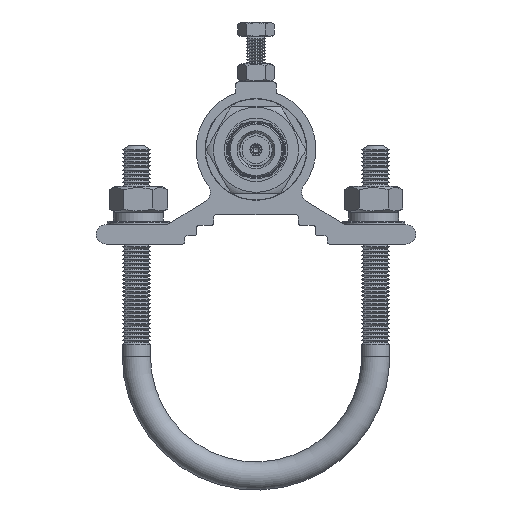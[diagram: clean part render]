
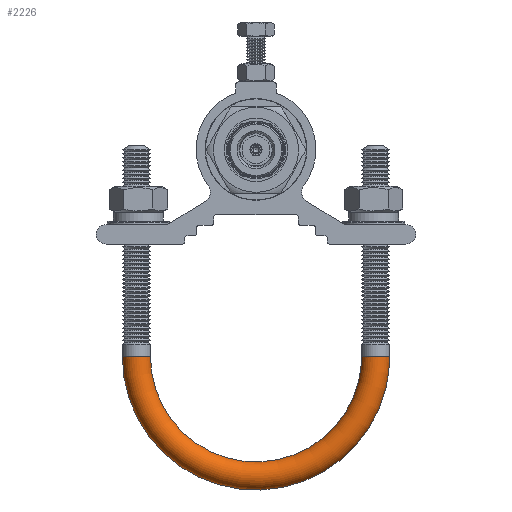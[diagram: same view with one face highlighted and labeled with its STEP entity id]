
A CAD part, front view. The second image highlights one B-rep face of the part: STEP entity #2226.
In plain terms, the highlighted toroidal (fillet/blend) face has major radius 30 mm and minor radius 3.531 mm.
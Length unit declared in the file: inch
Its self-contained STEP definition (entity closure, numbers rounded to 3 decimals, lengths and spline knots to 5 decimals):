
#628 = AXIS2_PLACEMENT_3D ( 'NONE', #3805, #16734, #5687 ) ;
#1372 = CARTESIAN_POINT ( 'NONE',  ( -1.1811, 0., 0. ) ) ;
#2226 = ADVANCED_FACE ( 'NONE', ( #8284, #3869 ), #20650, .T. ) ;
#3237 = DIRECTION ( 'NONE',  ( 1., 0., 0. ) ) ;
#3789 = CARTESIAN_POINT ( 'NONE',  ( 1.0421, 0., 0. ) ) ;
#3805 = CARTESIAN_POINT ( 'NONE',  ( 1.1811, 0., 0. ) ) ;
#3869 = FACE_OUTER_BOUND ( 'NONE', #20429, .T. ) ;
#4438 = CARTESIAN_POINT ( 'NONE',  ( -1.0421, 0., 0. ) ) ;
#5135 = AXIS2_PLACEMENT_3D ( 'NONE', #1372, #14323, #3237 ) ;
#5687 = DIRECTION ( 'NONE',  ( -1., 0., 0. ) ) ;
#7743 = DIRECTION ( 'NONE',  ( 0., -1., 0. ) ) ;
#8279 = ORIENTED_EDGE ( 'NONE', *, *, #9547, .F. ) ;
#8284 = FACE_OUTER_BOUND ( 'NONE', #10452, .T. ) ;
#9547 = EDGE_CURVE ( 'NONE', #22207, #22207, #9721, .T. ) ;
#9721 = CIRCLE ( 'NONE', #628, 0.139 ) ;
#10452 = EDGE_LOOP ( 'NONE', ( #8279 ) ) ;
#14323 = DIRECTION ( 'NONE',  ( 0., 0., 1. ) ) ;
#14977 = VERTEX_POINT ( 'NONE', #4438 ) ;
#16734 = DIRECTION ( 'NONE',  ( 0., 0., -1. ) ) ;
#17821 = ORIENTED_EDGE ( 'NONE', *, *, #18279, .T. ) ;
#18279 = EDGE_CURVE ( 'NONE', #14977, #14977, #23566, .T. ) ;
#20429 = EDGE_LOOP ( 'NONE', ( #17821 ) ) ;
#20516 = CARTESIAN_POINT ( 'NONE',  ( 0., 0., 0. ) ) ;
#20600 = DIRECTION ( 'NONE',  ( 0., 0., -1. ) ) ;
#20650 = TOROIDAL_SURFACE ( 'NONE', #22707, 1.1811, 0.139 ) ;
#22207 = VERTEX_POINT ( 'NONE', #3789 ) ;
#22707 = AXIS2_PLACEMENT_3D ( 'NONE', #20516, #7743, #20600 ) ;
#23566 = CIRCLE ( 'NONE', #5135, 0.139 ) ;
